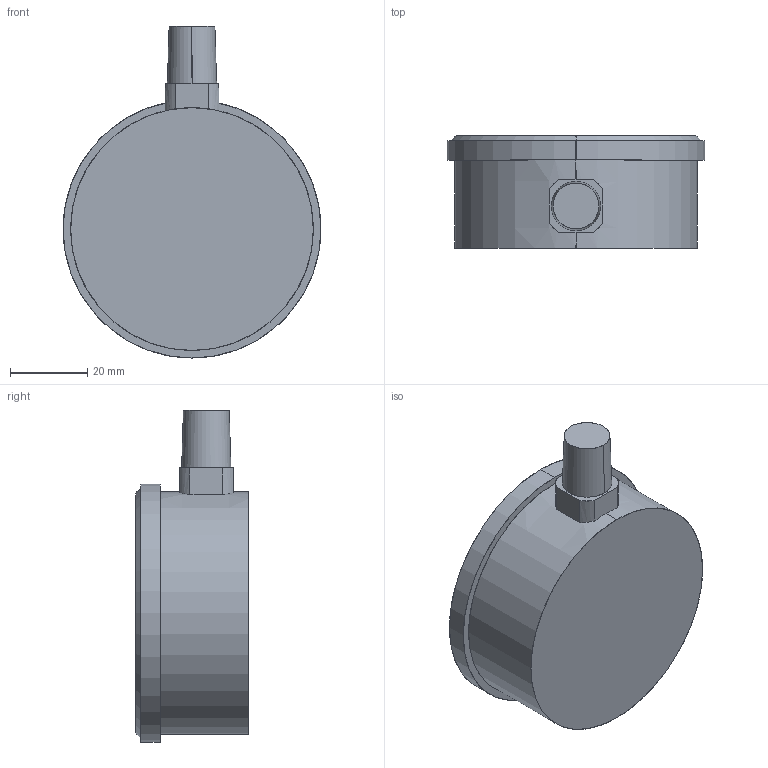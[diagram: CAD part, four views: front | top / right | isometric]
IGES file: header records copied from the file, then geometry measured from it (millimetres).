
Start section: SolidWorks IGES FILE using analytic representation for surfaces
Global section: file name: 6089.IGS; native system: SolidWorks 2004 by SolidWorks Corporation; preprocessor: Version 5.3; author: sal; date: 040713.132446; units: inch
Bounding box: 66.93 x 29.21 x 86.17 mm (x, y, z)
Surface area: 14871.9 mm2 (no closed solid volume)
Topology: 0 solids, 0 shells, 579 faces, 8903 edges, 8903 vertices
Faces by surface type: bspline 495, revolution 84
